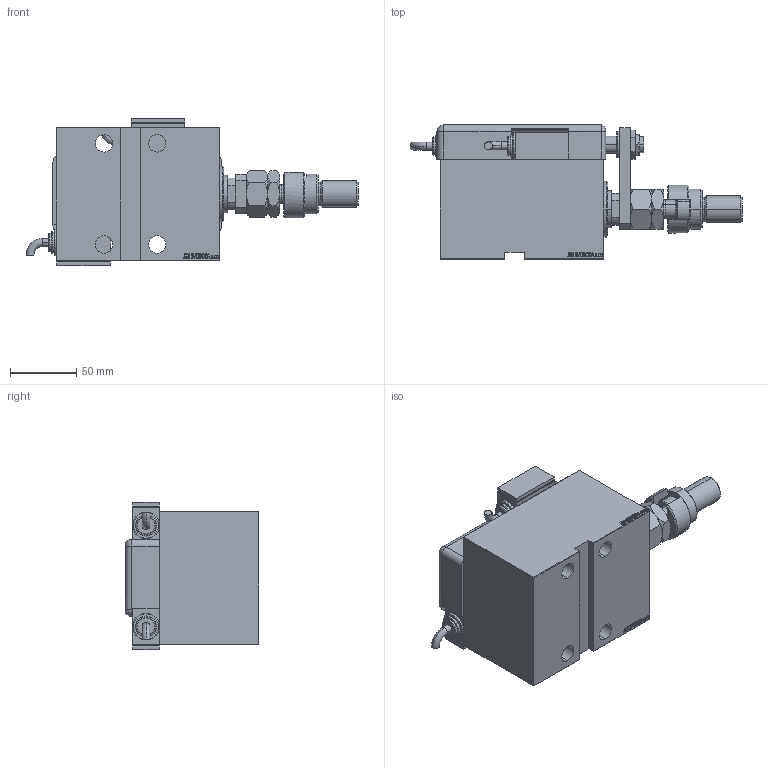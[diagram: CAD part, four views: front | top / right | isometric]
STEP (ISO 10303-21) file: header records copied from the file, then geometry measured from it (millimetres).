
FILE_DESCRIPTION (( 'STEP AP203' ), '1' );
FILE_NAME ('42ec.STEP', '2025-05-19T15:40:05', ( '' ), ( '' ), 'SwSTEP 2.0', 'SolidWorks 2019', '' );
FILE_SCHEMA (( 'CONFIG_CONTROL_DESIGN' ));
Length unit declared in the file: millimetre
Products named in the file (16): SWITCH_Q_FRONT_BACK d5e3f39cb4296e160757658dfcbeb010; KRYT d5e3f39cb4296e160757658dfcbeb010; Q_T_W_DFA d5e3f39cb4296e160757658dfcbeb010; V450CM_E_Body d5e3f39cb4296e160757658dfcbeb010; 42ec; NUT_D13 d5e3f39cb4296e160757658dfcbeb010; V450CM_VC_B d5e3f39cb4296e160757658dfcbeb010; SWITCH Q d5e3f39cb4296e160757658dfcbeb010; V450CM_E_VCP d5e3f39cb4296e160757658dfcbeb010; TYC d5e3f39cb4296e160757658dfcbeb010; ZARAZKA_Q d5e3f39cb4296e160757658dfcbeb010; FEMALE_PART_FOR_DFA d5e3f39cb4296e160757658dfcbeb010; SWITCH DIM A_G d5e3f39cb4296e160757658dfcbeb010; MFA d5e3f39cb4296e160757658dfcbeb010; NUT_D19 d5e3f39cb4296e160757658dfcbeb010; MAGNETIC SWITCH Q d5e3f39cb4296e160757658dfcbeb010
Assembly tree (16 placements, depth 3):
  42ec
    V450CM_E_Body d5e3f39cb4296e160757658dfcbeb010
    V450CM_E_VCP d5e3f39cb4296e160757658dfcbeb010
    V450CM_VC_B d5e3f39cb4296e160757658dfcbeb010
    MAGNETIC SWITCH Q d5e3f39cb4296e160757658dfcbeb010
      SWITCH_Q_FRONT_BACK d5e3f39cb4296e160757658dfcbeb010
      TYC d5e3f39cb4296e160757658dfcbeb010
      ZARAZKA_Q d5e3f39cb4296e160757658dfcbeb010
      SWITCH DIM A_G d5e3f39cb4296e160757658dfcbeb010
      NUT_D19 d5e3f39cb4296e160757658dfcbeb010
      NUT_D13 d5e3f39cb4296e160757658dfcbeb010
      KRYT d5e3f39cb4296e160757658dfcbeb010
      SWITCH Q d5e3f39cb4296e160757658dfcbeb010  x2
    Q_T_W_DFA d5e3f39cb4296e160757658dfcbeb010
      FEMALE_PART_FOR_DFA d5e3f39cb4296e160757658dfcbeb010
      MFA d5e3f39cb4296e160757658dfcbeb010
Bounding box: 249.76 x 100.8 x 111 mm (x, y, z)
Volume: 984814.8 mm3; surface area: 190789 mm2
Topology: 15 solids, 15 shells, 1324 faces, 3330 edges, 2183 vertices
Faces by surface type: plane 645, bspline 471, cylinder 118, cone 62, torus 26, sphere 2
Entity records: 61664 total; most frequent: CARTESIAN_POINT 32149, ORIENTED_EDGE 6464, DIRECTION 4206, EDGE_CURVE 3232, VERTEX_POINT 2123, VECTOR 1890, LINE 1890, EDGE_LOOP 1455
